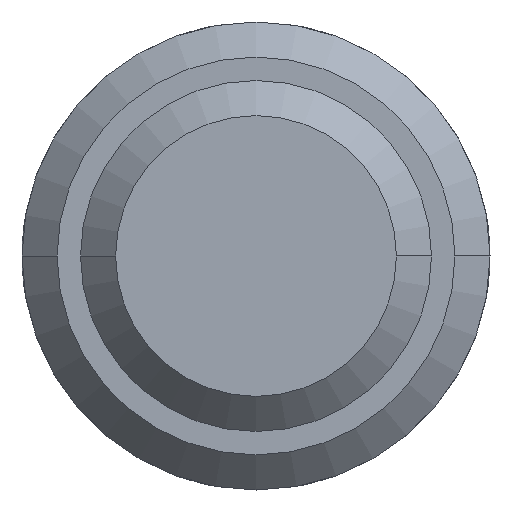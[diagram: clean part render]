
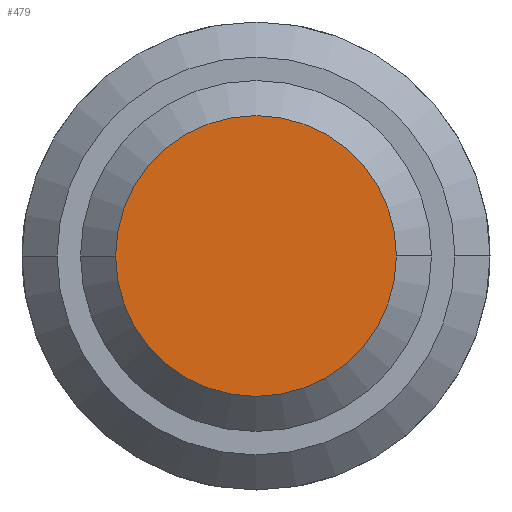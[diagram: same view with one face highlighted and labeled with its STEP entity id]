
A CAD part, left-side view. The second image highlights one B-rep face of the part: STEP entity #479.
In plain terms, the highlighted planar face has unit normal (-1, 0, 0).
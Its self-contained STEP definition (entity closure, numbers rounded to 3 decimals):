
#197=CARTESIAN_POINT('',(-24.5,1.2,0.0));
#198=VERTEX_POINT('',#197);
#205=CARTESIAN_POINT('',(-24.5,-1.2,0.));
#206=VERTEX_POINT('',#205);
#207=CARTESIAN_POINT('',(-24.5,0.0,0.0));
#208=DIRECTION('',(1.0,0.0,0.0));
#209=DIRECTION('',(0.0,1.0,0.0));
#210=AXIS2_PLACEMENT_3D('',#207,#208,#209);
#211=CIRCLE('',#210,1.2);
#212=EDGE_CURVE('',#198,#206,#211,.T.);
#464=CARTESIAN_POINT('',(-24.5,0.6,0.0));
#465=DIRECTION('',(-1.0,0.0,0.0));
#466=DIRECTION('',(0.0,0.0,1.0));
#467=AXIS2_PLACEMENT_3D('',#464,#465,#466);
#468=PLANE('',#467);
#469=ORIENTED_EDGE('',*,*,#212,.F.);
#470=CARTESIAN_POINT('',(-24.5,0.0,0.0));
#471=DIRECTION('',(1.0,0.0,0.0));
#472=DIRECTION('',(0.0,1.0,0.0));
#473=AXIS2_PLACEMENT_3D('',#470,#471,#472);
#474=CIRCLE('',#473,1.2);
#475=EDGE_CURVE('',#206,#198,#474,.T.);
#476=ORIENTED_EDGE('',*,*,#475,.F.);
#477=EDGE_LOOP('',(#469,#476));
#478=FACE_OUTER_BOUND('',#477,.T.);
#479=ADVANCED_FACE('',(#478),#468,.T.);
